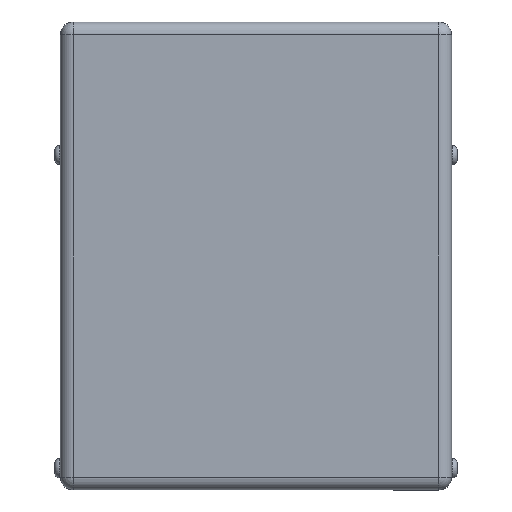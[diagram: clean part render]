
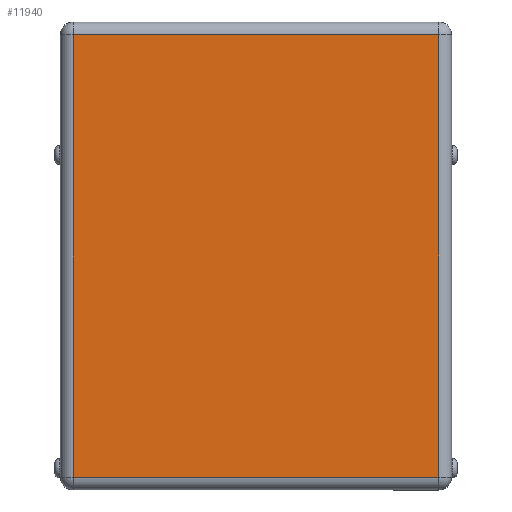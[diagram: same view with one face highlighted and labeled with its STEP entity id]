
A CAD part, front view. The second image highlights one B-rep face of the part: STEP entity #11940.
In plain terms, the highlighted face is planar.
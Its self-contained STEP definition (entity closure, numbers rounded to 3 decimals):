
#11549=CARTESIAN_POINT('',(5.,178.0,50.0));
#11550=VERTEX_POINT('',#11549);
#11575=CARTESIAN_POINT('',(148.0,178.0,50.0));
#11576=VERTEX_POINT('',#11575);
#11617=CARTESIAN_POINT('',(5.0,5.0,50.0));
#11618=VERTEX_POINT('',#11617);
#11641=CARTESIAN_POINT('',(148.0,5.0,50.0));
#11642=VERTEX_POINT('',#11641);
#11682=CARTESIAN_POINT('',(148.0,5.0,50.0));
#11683=DIRECTION('',(-1.0,0.0,0.0));
#11684=VECTOR('',#11683,143.0);
#11685=LINE('',#11682,#11684);
#11686=EDGE_CURVE('',#11642,#11618,#11685,.T.);
#11724=CARTESIAN_POINT('',(148.0,178.0,50.0));
#11725=DIRECTION('',(0.0,-1.0,0.0));
#11726=VECTOR('',#11725,173.0);
#11727=LINE('',#11724,#11726);
#11728=EDGE_CURVE('',#11576,#11642,#11727,.T.);
#11778=CARTESIAN_POINT('',(5.,5.0,50.0));
#11779=DIRECTION('',(0.0,1.0,0.0));
#11780=VECTOR('',#11779,173.0);
#11781=LINE('',#11778,#11780);
#11782=EDGE_CURVE('',#11618,#11550,#11781,.T.);
#11817=CARTESIAN_POINT('',(5.,178.0,50.0));
#11818=DIRECTION('',(1.0,0.0,0.0));
#11819=VECTOR('',#11818,143.);
#11820=LINE('',#11817,#11819);
#11821=EDGE_CURVE('',#11550,#11576,#11820,.T.);
#11929=CARTESIAN_POINT('',(76.5,91.5,50.0));
#11930=DIRECTION('',(0.0,0.0,1.0));
#11931=DIRECTION('',(1.0,0.0,0.0));
#11932=AXIS2_PLACEMENT_3D('',#11929,#11930,#11931);
#11933=PLANE('',#11932);
#11934=ORIENTED_EDGE('',*,*,#11686,.F.);
#11935=ORIENTED_EDGE('',*,*,#11728,.F.);
#11936=ORIENTED_EDGE('',*,*,#11821,.F.);
#11937=ORIENTED_EDGE('',*,*,#11782,.F.);
#11938=EDGE_LOOP('',(#11934,#11935,#11936,#11937));
#11939=FACE_OUTER_BOUND('',#11938,.T.);
#11940=ADVANCED_FACE('',(#11939),#11933,.T.);
